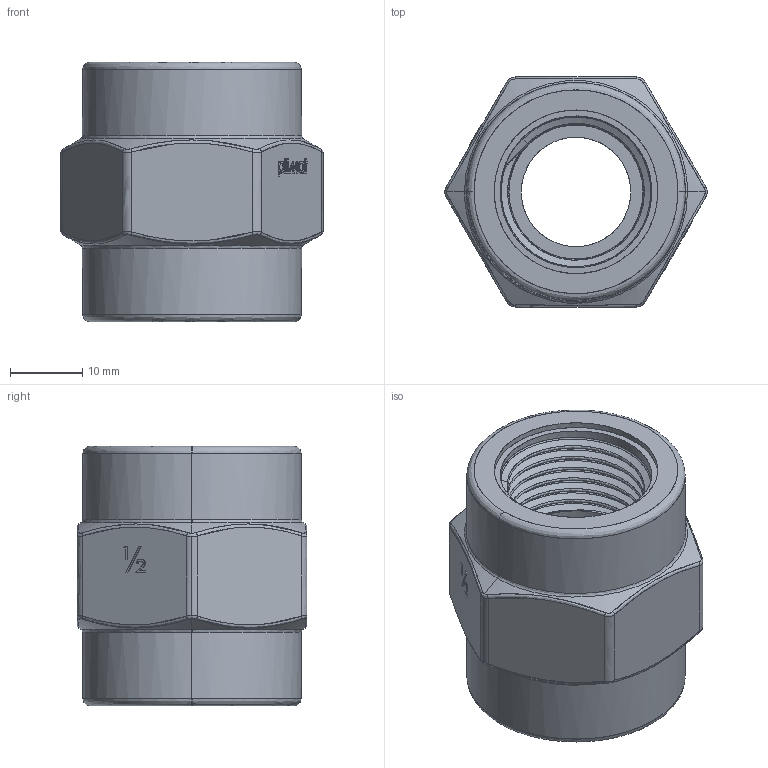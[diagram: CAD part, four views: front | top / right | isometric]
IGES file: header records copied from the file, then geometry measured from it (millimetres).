
Start section: SolidWorks IGES file using NURBS representation for surfaces
Global section: file name: 01 01 1005 012.IGS; native system: SolidWorks 2016; preprocessor: SolidWorks 2016; author: Fabio; date: 160718.162816; units: millimetre
Bounding box: 36.19 x 31.74 x 35.82 mm (x, y, z)
Surface area: 7816.4 mm2 (no closed solid volume)
Topology: 0 solids, 0 shells, 204 faces, 2884 edges, 2884 vertices
Faces by surface type: bspline 204
